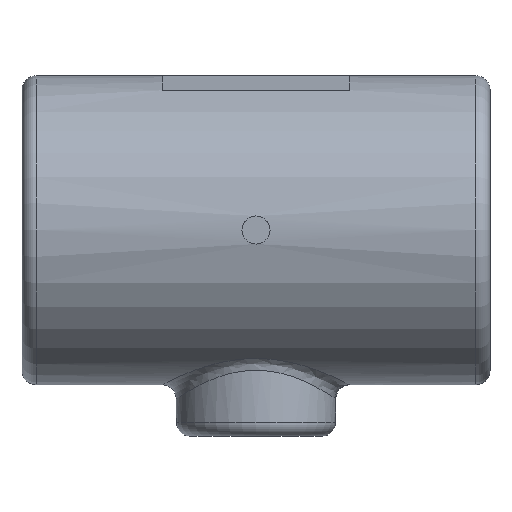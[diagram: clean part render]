
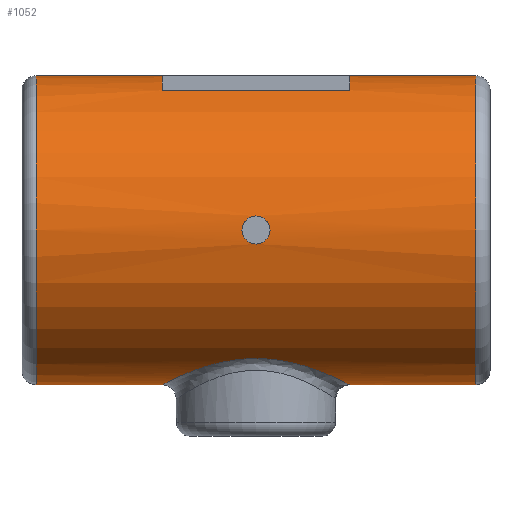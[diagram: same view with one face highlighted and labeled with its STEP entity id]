
A CAD part, top view. The second image highlights one B-rep face of the part: STEP entity #1052.
In plain terms, the highlighted cylindrical face has radius 16.5 mm (diameter 33 mm), a full revolution.
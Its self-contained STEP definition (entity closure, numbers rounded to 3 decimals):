
#24=CYLINDRICAL_SURFACE('',#1112,16.5);
#61=B_SPLINE_CURVE_WITH_KNOTS('',3,(#14964,#14965,#14966,#14967,#14968,
#14969,#14970,#14971,#14972,#14973,#14974,#14975),.UNSPECIFIED.,.F.,.F.,
(4,1,1,1,1,1,1,1,1,4),(0.,0.125,0.25,0.375,0.5,0.625,0.75,0.813,0.875,
1.),.UNSPECIFIED.);
#65=B_SPLINE_CURVE_WITH_KNOTS('',3,(#15094,#15095,#15096,#15097,#15098,
#15099,#15100,#15101,#15102,#15103,#15104),.UNSPECIFIED.,.T.,.F.,(1,1,1,
1,1,1,1,1,1,1,1,1,1,1,1),(-0.004,-0.002,-0.001,
0.,0.001,0.002,0.004,0.005,
0.006,0.007,0.008,0.009,
0.011,0.012,0.013),.UNSPECIFIED.);
#66=B_SPLINE_CURVE_WITH_KNOTS('',3,(#15106,#15107,#15108,#15109,#15110,
#15111,#15112,#15113,#15114,#15115,#15116,#15117),.UNSPECIFIED.,.F.,.F.,
(4,1,1,1,1,1,1,1,1,4),(0.,0.125,0.25,0.375,0.5,0.625,0.75,0.813,0.875,
1.),.UNSPECIFIED.);
#76=CIRCLE('',#1084,16.5);
#77=CIRCLE('',#1087,16.5);
#78=CIRCLE('',#1090,16.5);
#79=CIRCLE('',#1092,16.5);
#91=CIRCLE('',#1113,16.5);
#92=CIRCLE('',#1114,16.5);
#106=LINE('',#14841,#127);
#110=LINE('',#14851,#131);
#127=VECTOR('',#1162,1000.);
#131=VECTOR('',#1172,1000.);
#372=ORIENTED_EDGE('',*,*,#648,.T.);
#373=ORIENTED_EDGE('',*,*,#649,.T.);
#374=ORIENTED_EDGE('',*,*,#650,.T.);
#375=ORIENTED_EDGE('',*,*,#630,.F.);
#376=ORIENTED_EDGE('',*,*,#618,.F.);
#377=ORIENTED_EDGE('',*,*,#621,.F.);
#378=ORIENTED_EDGE('',*,*,#624,.F.);
#379=ORIENTED_EDGE('',*,*,#631,.F.);
#380=ORIENTED_EDGE('',*,*,#626,.F.);
#381=ORIENTED_EDGE('',*,*,#635,.T.);
#382=ORIENTED_EDGE('',*,*,#651,.T.);
#618=EDGE_CURVE('',#781,#783,#76,.T.);
#621=EDGE_CURVE('',#784,#781,#106,.T.);
#624=EDGE_CURVE('',#786,#784,#77,.T.);
#626=EDGE_CURVE('',#787,#789,#110,.T.);
#630=EDGE_CURVE('',#783,#787,#78,.T.);
#631=EDGE_CURVE('',#789,#786,#79,.T.);
#635=EDGE_CURVE('',#794,#792,#61,.T.);
#648=EDGE_CURVE('',#803,#803,#91,.T.);
#649=EDGE_CURVE('',#804,#804,#92,.T.);
#650=EDGE_CURVE('',#805,#805,#65,.T.);
#651=EDGE_CURVE('',#792,#794,#66,.T.);
#781=VERTEX_POINT('',#14832);
#783=VERTEX_POINT('',#14835);
#784=VERTEX_POINT('',#14839);
#786=VERTEX_POINT('',#14845);
#787=VERTEX_POINT('',#14849);
#789=VERTEX_POINT('',#14852);
#792=VERTEX_POINT('',#14962);
#794=VERTEX_POINT('',#14976);
#803=VERTEX_POINT('',#15091);
#804=VERTEX_POINT('',#15093);
#805=VERTEX_POINT('',#15105);
#943=EDGE_LOOP('',(#372));
#944=EDGE_LOOP('',(#373));
#945=EDGE_LOOP('',(#374));
#946=EDGE_LOOP('',(#375,#376,#377,#378,#379,#380));
#947=EDGE_LOOP('',(#381,#382));
#995=FACE_BOUND('',#943,.T.);
#996=FACE_BOUND('',#944,.T.);
#997=FACE_BOUND('',#945,.T.);
#998=FACE_BOUND('',#946,.T.);
#999=FACE_BOUND('',#947,.T.);
#1052=ADVANCED_FACE('',(#995,#996,#997,#998,#999),#24,.T.);
#1084=AXIS2_PLACEMENT_3D('',#14834,#1156,#1157);
#1087=AXIS2_PLACEMENT_3D('',#14846,#1167,#1168);
#1090=AXIS2_PLACEMENT_3D('',#14858,#1178,#1179);
#1092=AXIS2_PLACEMENT_3D('',#14860,#1182,#1183);
#1112=AXIS2_PLACEMENT_3D('',#15089,#1223,#1224);
#1113=AXIS2_PLACEMENT_3D('',#15090,#1225,#1226);
#1114=AXIS2_PLACEMENT_3D('',#15092,#1227,#1228);
#1156=DIRECTION('',(-1.,0.,0.));
#1157=DIRECTION('',(0.,0.,-1.));
#1162=DIRECTION('',(1.,0.,0.));
#1167=DIRECTION('',(1.,0.,0.));
#1168=DIRECTION('',(0.,0.,1.));
#1172=DIRECTION('',(-1.,0.,0.));
#1178=DIRECTION('',(-1.,0.,0.));
#1179=DIRECTION('',(0.,0.,-1.));
#1182=DIRECTION('',(1.,0.,0.));
#1183=DIRECTION('',(0.,0.,1.));
#1223=DIRECTION('',(-1.,0.,0.));
#1224=DIRECTION('',(0.,0.,1.));
#1225=DIRECTION('',(1.,0.,0.));
#1226=DIRECTION('',(0.,0.,-1.));
#1227=DIRECTION('',(-1.,0.,0.));
#1228=DIRECTION('',(0.,0.,1.));
#14832=CARTESIAN_POINT('',(10.,14.942,7.));
#14834=CARTESIAN_POINT('',(10.,0.,0.));
#14835=CARTESIAN_POINT('',(10.,16.5,0.));
#14839=CARTESIAN_POINT('',(-10.,14.942,7.));
#14841=CARTESIAN_POINT('',(-25.,14.942,7.));
#14845=CARTESIAN_POINT('',(-10.,16.5,0.));
#14846=CARTESIAN_POINT('',(-10.,0.,0.));
#14849=CARTESIAN_POINT('',(10.,14.942,-7.));
#14851=CARTESIAN_POINT('',(-25.,14.942,-7.));
#14852=CARTESIAN_POINT('',(-10.,14.942,-7.));
#14858=CARTESIAN_POINT('',(10.,0.,0.));
#14860=CARTESIAN_POINT('',(-10.,0.,0.));
#14962=CARTESIAN_POINT('',(9.938,-16.468,1.023));
#14964=CARTESIAN_POINT('',(-9.938,-16.468,-1.02));
#14965=CARTESIAN_POINT('',(-10.095,-16.548,0.264));
#14966=CARTESIAN_POINT('',(-9.791,-16.386,2.893));
#14967=CARTESIAN_POINT('',(-7.778,-15.417,6.117));
#14968=CARTESIAN_POINT('',(-4.766,-14.296,8.308));
#14969=CARTESIAN_POINT('',(-1.044,-13.595,9.348));
#14970=CARTESIAN_POINT('',(2.858,-13.83,9.018));
#14971=CARTESIAN_POINT('',(5.712,-14.644,7.683));
#14972=CARTESIAN_POINT('',(7.585,-15.369,6.06));
#14973=CARTESIAN_POINT('',(9.101,-16.041,4.125));
#14974=CARTESIAN_POINT('',(9.783,-16.39,2.284));
#14975=CARTESIAN_POINT('',(9.938,-16.468,1.023));
#14976=CARTESIAN_POINT('',(-9.938,-16.468,-1.02));
#15089=CARTESIAN_POINT('',(-25.,0.,0.));
#15090=CARTESIAN_POINT('',(-23.5,0.,0.));
#15091=CARTESIAN_POINT('',(-23.5,0.,-16.5));
#15092=CARTESIAN_POINT('',(23.5,0.,0.));
#15093=CARTESIAN_POINT('',(23.5,0.,16.5));
#15094=CARTESIAN_POINT('',(1.175,1.177,16.466));
#15095=CARTESIAN_POINT('',(1.663,0.,16.517));
#15096=CARTESIAN_POINT('',(1.175,-1.175,16.466));
#15097=CARTESIAN_POINT('',(0.002,-1.662,16.415));
#15098=CARTESIAN_POINT('',(-1.175,-1.177,16.466));
#15099=CARTESIAN_POINT('',(-1.663,0.,16.517));
#15100=CARTESIAN_POINT('',(-1.175,1.175,16.466));
#15101=CARTESIAN_POINT('',(-0.002,1.662,16.415));
#15102=CARTESIAN_POINT('',(1.175,1.177,16.466));
#15103=CARTESIAN_POINT('',(1.663,0.,16.517));
#15104=CARTESIAN_POINT('',(1.175,-1.175,16.466));
#15105=CARTESIAN_POINT('',(1.5,0.,16.5));
#15106=CARTESIAN_POINT('',(9.938,-16.468,1.023));
#15107=CARTESIAN_POINT('',(10.093,-16.547,-0.25));
#15108=CARTESIAN_POINT('',(9.8,-16.391,-2.868));
#15109=CARTESIAN_POINT('',(7.791,-15.423,-6.105));
#15110=CARTESIAN_POINT('',(4.781,-14.3,-8.301));
#15111=CARTESIAN_POINT('',(1.059,-13.596,-9.347));
#15112=CARTESIAN_POINT('',(-2.848,-13.828,-9.021));
#15113=CARTESIAN_POINT('',(-5.705,-14.641,-7.688));
#15114=CARTESIAN_POINT('',(-7.581,-15.367,-6.064));
#15115=CARTESIAN_POINT('',(-9.098,-16.04,-4.131));
#15116=CARTESIAN_POINT('',(-9.783,-16.39,-2.285));
#15117=CARTESIAN_POINT('',(-9.938,-16.468,-1.02));
